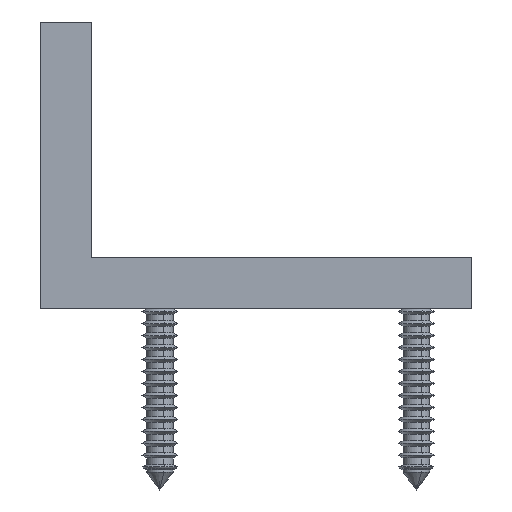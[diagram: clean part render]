
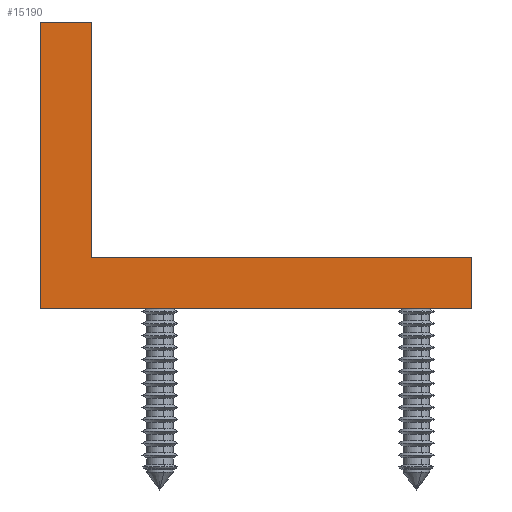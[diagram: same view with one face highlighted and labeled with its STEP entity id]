
A CAD part, left-side view. The second image highlights one B-rep face of the part: STEP entity #15190.
In plain terms, the highlighted planar face has unit normal (-1, 0, 0).
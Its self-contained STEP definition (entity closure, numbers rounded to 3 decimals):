
#500 = VECTOR ( 'NONE', #14317, 1000. ) ;
#666 = LINE ( 'NONE', #2926, #7039 ) ;
#1125 = LINE ( 'NONE', #11818, #11989 ) ;
#1677 = DIRECTION ( 'NONE',  ( 0., -1., 0. ) ) ;
#2926 = CARTESIAN_POINT ( 'NONE',  ( -110., 6., 50.5 ) ) ;
#3323 = EDGE_CURVE ( 'NONE', #15167, #15020, #666, .T. ) ;
#3565 = VERTEX_POINT ( 'NONE', #10596 ) ;
#5231 = ORIENTED_EDGE ( 'NONE', *, *, #11861, .T. ) ;
#5824 = ORIENTED_EDGE ( 'NONE', *, *, #13845, .T. ) ;
#5867 = EDGE_CURVE ( 'NONE', #15020, #3565, #7255, .T. ) ;
#6506 = DIRECTION ( 'NONE',  ( 0., 1., 0. ) ) ;
#6718 = VERTEX_POINT ( 'NONE', #14429 ) ;
#6822 = CARTESIAN_POINT ( 'NONE',  ( -110., 0., 0. ) ) ;
#7039 = VECTOR ( 'NONE', #6506, 1000. ) ;
#7046 = DIRECTION ( 'NONE',  ( 1., 0., 0. ) ) ;
#7134 = EDGE_CURVE ( 'NONE', #9393, #7187, #11292, .T. ) ;
#7187 = VERTEX_POINT ( 'NONE', #9968 ) ;
#7255 = LINE ( 'NONE', #13219, #500 ) ;
#7320 = VECTOR ( 'NONE', #10431, 1000. ) ;
#7731 = CARTESIAN_POINT ( 'NONE',  ( -110., 0., 0. ) ) ;
#7742 = CARTESIAN_POINT ( 'NONE',  ( -110., 6., 50.5 ) ) ;
#8073 = ORIENTED_EDGE ( 'NONE', *, *, #7134, .T. ) ;
#8282 = FACE_OUTER_BOUND ( 'NONE', #14090, .T. ) ;
#8752 = CARTESIAN_POINT ( 'NONE',  ( -110., 33.5, 0. ) ) ;
#8812 = AXIS2_PLACEMENT_3D ( 'NONE', #6822, #7046, #11527 ) ;
#8985 = LINE ( 'NONE', #12788, #13395 ) ;
#9065 = DIRECTION ( 'NONE',  ( 0., 0., 1. ) ) ;
#9125 = PLANE ( 'NONE',  #8812 ) ;
#9393 = VERTEX_POINT ( 'NONE', #10042 ) ;
#9422 = CARTESIAN_POINT ( 'NONE',  ( -110., 0., 50.5 ) ) ;
#9732 = ORIENTED_EDGE ( 'NONE', *, *, #3323, .T. ) ;
#9864 = ORIENTED_EDGE ( 'NONE', *, *, #15076, .T. ) ;
#9897 = LINE ( 'NONE', #8752, #7320 ) ;
#9968 = CARTESIAN_POINT ( 'NONE',  ( -110., 0., 0. ) ) ;
#10042 = CARTESIAN_POINT ( 'NONE',  ( -110., 33.5, 0. ) ) ;
#10247 = ORIENTED_EDGE ( 'NONE', *, *, #5867, .T. ) ;
#10431 = DIRECTION ( 'NONE',  ( 0., 0., -1. ) ) ;
#10577 = DIRECTION ( 'NONE',  ( 0., 1., 0. ) ) ;
#10596 = CARTESIAN_POINT ( 'NONE',  ( -110., 6., 6. ) ) ;
#11292 = LINE ( 'NONE', #7731, #14147 ) ;
#11527 = DIRECTION ( 'NONE',  ( 0., 0., -1. ) ) ;
#11818 = CARTESIAN_POINT ( 'NONE',  ( -110., 33.5, 6. ) ) ;
#11861 = EDGE_CURVE ( 'NONE', #7187, #15167, #8985, .T. ) ;
#11989 = VECTOR ( 'NONE', #10577, 1000. ) ;
#12788 = CARTESIAN_POINT ( 'NONE',  ( -110., 0., 50.5 ) ) ;
#13219 = CARTESIAN_POINT ( 'NONE',  ( -110., 6., 6. ) ) ;
#13395 = VECTOR ( 'NONE', #9065, 1000. ) ;
#13845 = EDGE_CURVE ( 'NONE', #3565, #6718, #1125, .T. ) ;
#14090 = EDGE_LOOP ( 'NONE', ( #5231, #9732, #10247, #5824, #9864, #8073 ) ) ;
#14147 = VECTOR ( 'NONE', #1677, 1000. ) ;
#14317 = DIRECTION ( 'NONE',  ( 0., 0., -1. ) ) ;
#14429 = CARTESIAN_POINT ( 'NONE',  ( -110., 33.5, 6. ) ) ;
#15020 = VERTEX_POINT ( 'NONE', #7742 ) ;
#15076 = EDGE_CURVE ( 'NONE', #6718, #9393, #9897, .T. ) ;
#15167 = VERTEX_POINT ( 'NONE', #9422 ) ;
#15190 = ADVANCED_FACE ( 'NONE', ( #8282 ), #9125, .F. ) ;
